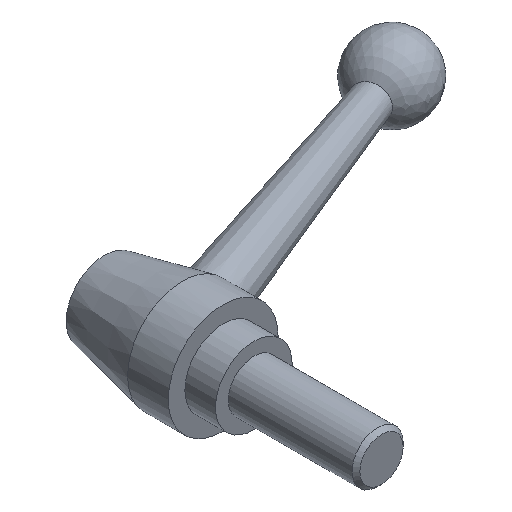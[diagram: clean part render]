
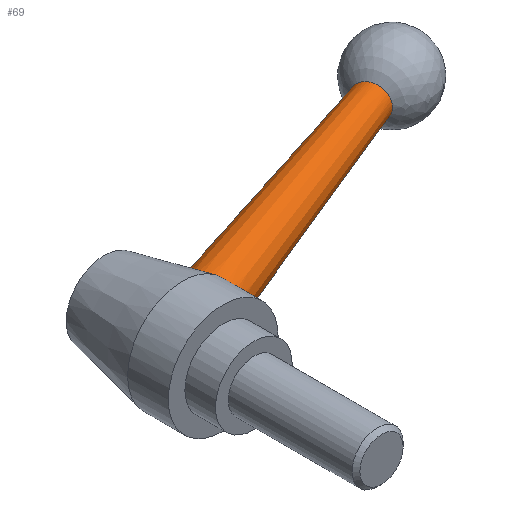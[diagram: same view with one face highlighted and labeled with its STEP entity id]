
A CAD part, isometric view. The second image highlights one B-rep face of the part: STEP entity #69.
In plain terms, the highlighted conical face has half-angle 2 degrees and reference radius 10.284 mm.
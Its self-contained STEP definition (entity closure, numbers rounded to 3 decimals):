
#69 = ADVANCED_FACE( '', ( #165, #166 ), #167, .T. );
#165 = FACE_BOUND( '', #293, .T. );
#166 = FACE_OUTER_BOUND( '', #294, .T. );
#167 = CONICAL_SURFACE( '', #295, 10.284, 0.035 );
#293 = EDGE_LOOP( '', ( #432 ) );
#294 = EDGE_LOOP( '', ( #433, #434 ) );
#295 = AXIS2_PLACEMENT_3D( '', #435, #436, #437 );
#432 = ORIENTED_EDGE( '', *, *, #741, .F. );
#433 = ORIENTED_EDGE( '', *, *, #742, .T. );
#434 = ORIENTED_EDGE( '', *, *, #743, .T. );
#435 = CARTESIAN_POINT( '', ( 18.517, 36.696, 0. ) );
#436 = DIRECTION( '', ( -0.94, -0.342, 0. ) );
#437 = DIRECTION( '', ( 0.342, -0.94, 0. ) );
#741 = EDGE_CURVE( '', #879, #879, #880, .T. );
#742 = EDGE_CURVE( '', #881, #882, #883, .T. );
#743 = EDGE_CURVE( '', #882, #881, #884, .T. );
#879 = VERTEX_POINT( '', #1074 );
#880 = CIRCLE( '', #1075, 6.538 );
#881 = VERTEX_POINT( '', #1076 );
#882 = VERTEX_POINT( '', #1077 );
#883 = CIRCLE( '', #1078, 10.284 );
#884 = B_SPLINE_CURVE_WITH_KNOTS( '', 3, ( #1079, #1080, #1081, #1082, #1083, #1084, #1085, #1086, #1087, #1088, #1089, #1090, #1091, #1092, #1093, #1094, #1095, #1096, #1097, #1098, #1099, #1100, #1101, #1102, #1103, #1104, #1105, #1106 ), .UNSPECIFIED., .F., .F., ( 4, 2, 2, 2, 2, 2, 2, 2, 2, 2, 2, 2, 2, 4 ), ( 0.006, 0.007, 0.008, 0.011, 0.013, 0.014, 0.016, 0.017, 0.018, 0.019, 0.021, 0.022, 0.023, 0.026 ), .UNSPECIFIED. );
#1074 = CARTESIAN_POINT( '', ( 117.078, 79.527, 0. ) );
#1075 = AXIS2_PLACEMENT_3D( '', #1398, #1399, #1400 );
#1076 = CARTESIAN_POINT( '', ( 16.444, 42.391, 8.308 ) );
#1077 = CARTESIAN_POINT( '', ( 16.444, 42.391, -8.308 ) );
#1078 = AXIS2_PLACEMENT_3D( '', #1401, #1402, #1403 );
#1079 = CARTESIAN_POINT( '', ( 16.444, 42.391, -8.308 ) );
#1080 = CARTESIAN_POINT( '', ( 16.48, 42.734, -8.075 ) );
#1081 = CARTESIAN_POINT( '', ( 16.523, 43.067, -7.824 ) );
#1082 = CARTESIAN_POINT( '', ( 16.619, 43.706, -7.288 ) );
#1083 = CARTESIAN_POINT( '', ( 16.671, 44.008, -7.005 ) );
#1084 = CARTESIAN_POINT( '', ( 16.832, 44.864, -6.115 ) );
#1085 = CARTESIAN_POINT( '', ( 16.946, 45.369, -5.466 ) );
#1086 = CARTESIAN_POINT( '', ( 17.156, 46.225, -4.033 ) );
#1087 = CARTESIAN_POINT( '', ( 17.248, 46.56, -3.276 ) );
#1088 = CARTESIAN_POINT( '', ( 17.345, 46.906, -2.076 ) );
#1089 = CARTESIAN_POINT( '', ( 17.371, 46.996, -1.662 ) );
#1090 = CARTESIAN_POINT( '', ( 17.405, 47.114, -0.837 ) );
#1091 = CARTESIAN_POINT( '', ( 17.414, 47.144, -0.423 ) );
#1092 = CARTESIAN_POINT( '', ( 17.414, 47.144, 0.406 ) );
#1093 = CARTESIAN_POINT( '', ( 17.405, 47.115, 0.822 ) );
#1094 = CARTESIAN_POINT( '', ( 17.371, 46.997, 1.655 ) );
#1095 = CARTESIAN_POINT( '', ( 17.346, 46.909, 2.064 ) );
#1096 = CARTESIAN_POINT( '', ( 17.282, 46.68, 2.862 ) );
#1097 = CARTESIAN_POINT( '', ( 17.243, 46.538, 3.252 ) );
#1098 = CARTESIAN_POINT( '', ( 17.154, 46.205, 4.015 ) );
#1099 = CARTESIAN_POINT( '', ( 17.104, 46.012, 4.388 ) );
#1100 = CARTESIAN_POINT( '', ( 17., 45.588, 5.1 ) );
#1101 = CARTESIAN_POINT( '', ( 16.945, 45.355, 5.441 ) );
#1102 = CARTESIAN_POINT( '', ( 16.834, 44.851, 6.097 ) );
#1103 = CARTESIAN_POINT( '', ( 16.778, 44.578, 6.413 ) );
#1104 = CARTESIAN_POINT( '', ( 16.615, 43.713, 7.311 ) );
#1105 = CARTESIAN_POINT( '', ( 16.516, 43.079, 7.841 ) );
#1106 = CARTESIAN_POINT( '', ( 16.444, 42.391, 8.308 ) );
#1398 = CARTESIAN_POINT( '', ( 119.314, 73.383, 0. ) );
#1399 = DIRECTION( '', ( 0.94, 0.342, 0. ) );
#1400 = DIRECTION( '', ( -0.342, 0.94, 0. ) );
#1401 = CARTESIAN_POINT( '', ( 18.517, 36.696, 0. ) );
#1402 = DIRECTION( '', ( 0.94, 0.342, 0. ) );
#1403 = DIRECTION( '', ( -0.342, 0.94, 0. ) );
